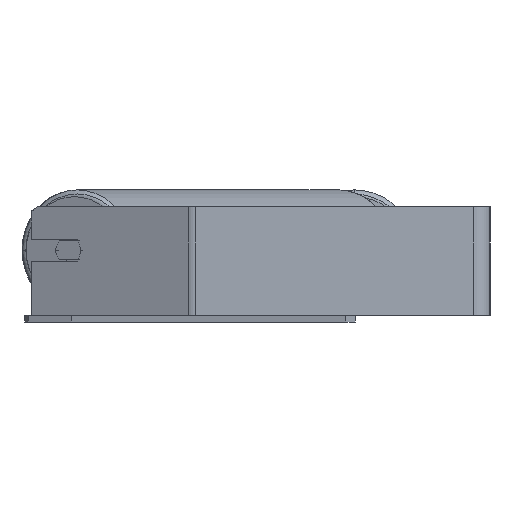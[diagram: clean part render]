
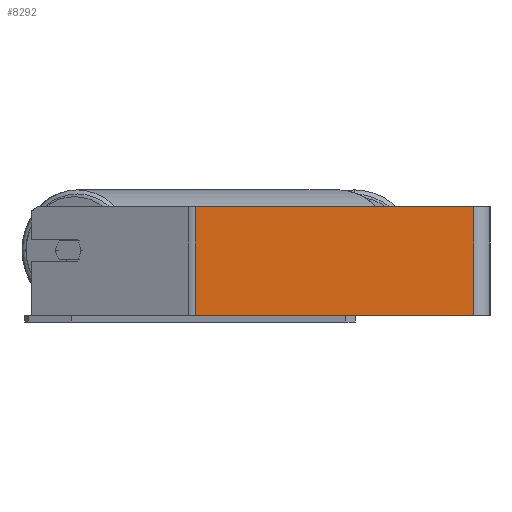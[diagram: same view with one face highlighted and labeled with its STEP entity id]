
A CAD part, left-side view. The second image highlights one B-rep face of the part: STEP entity #8292.
In plain terms, the highlighted planar face has unit normal (-1, 0, 0).
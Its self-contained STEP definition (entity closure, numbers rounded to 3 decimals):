
#31 = DIRECTION ( 'NONE',  ( 1., 0., 0. ) ) ;
#188 = DIRECTION ( 'NONE',  ( 0., 0., -1. ) ) ;
#220 = AXIS2_PLACEMENT_3D ( 'NONE', #4398, #31, #7450 ) ;
#232 = VECTOR ( 'NONE', #9341, 1000. ) ;
#237 = CARTESIAN_POINT ( 'NONE',  ( -745., 12., 40. ) ) ;
#538 = EDGE_CURVE ( 'NONE', #6539, #936, #7342, .T. ) ;
#661 = VECTOR ( 'NONE', #188, 1000. ) ;
#936 = VERTEX_POINT ( 'NONE', #5345 ) ;
#1125 = ORIENTED_EDGE ( 'NONE', *, *, #8849, .F. ) ;
#1860 = ORIENTED_EDGE ( 'NONE', *, *, #538, .T. ) ;
#2379 = ORIENTED_EDGE ( 'NONE', *, *, #6108, .T. ) ;
#2691 = VERTEX_POINT ( 'NONE', #237 ) ;
#2941 = VECTOR ( 'NONE', #5691, 1000. ) ;
#3077 = EDGE_LOOP ( 'NONE', ( #2379, #6249, #1125, #1860 ) ) ;
#3645 = FACE_OUTER_BOUND ( 'NONE', #3077, .T. ) ;
#4398 = CARTESIAN_POINT ( 'NONE',  ( -745., 219.934, 40. ) ) ;
#5231 = CARTESIAN_POINT ( 'NONE',  ( -745., 12., 40. ) ) ;
#5247 = VERTEX_POINT ( 'NONE', #6916 ) ;
#5345 = CARTESIAN_POINT ( 'NONE',  ( -745., 217.274, -40. ) ) ;
#5635 = CARTESIAN_POINT ( 'NONE',  ( -745., 217.274, 40. ) ) ;
#5691 = DIRECTION ( 'NONE',  ( 0., -1., 0. ) ) ;
#5764 = CARTESIAN_POINT ( 'NONE',  ( -745., 217.274, 40. ) ) ;
#6108 = EDGE_CURVE ( 'NONE', #936, #5247, #7064, .T. ) ;
#6245 = CARTESIAN_POINT ( 'NONE',  ( -745., 219.934, 40. ) ) ;
#6249 = ORIENTED_EDGE ( 'NONE', *, *, #7869, .F. ) ;
#6527 = PLANE ( 'NONE',  #220 ) ;
#6539 = VERTEX_POINT ( 'NONE', #5635 ) ;
#6634 = DIRECTION ( 'NONE',  ( 0., 0., -1. ) ) ;
#6916 = CARTESIAN_POINT ( 'NONE',  ( -745., 12., -40. ) ) ;
#6931 = VECTOR ( 'NONE', #6634, 1000. ) ;
#7047 = LINE ( 'NONE', #6245, #232 ) ;
#7064 = LINE ( 'NONE', #9259, #2941 ) ;
#7342 = LINE ( 'NONE', #5764, #6931 ) ;
#7450 = DIRECTION ( 'NONE',  ( 0., 0., -1. ) ) ;
#7869 = EDGE_CURVE ( 'NONE', #2691, #5247, #8909, .T. ) ;
#8292 = ADVANCED_FACE ( 'NONE', ( #3645 ), #6527, .F. ) ;
#8849 = EDGE_CURVE ( 'NONE', #6539, #2691, #7047, .T. ) ;
#8909 = LINE ( 'NONE', #5231, #661 ) ;
#9259 = CARTESIAN_POINT ( 'NONE',  ( -745., 219.934, -40. ) ) ;
#9341 = DIRECTION ( 'NONE',  ( 0., -1., 0. ) ) ;
